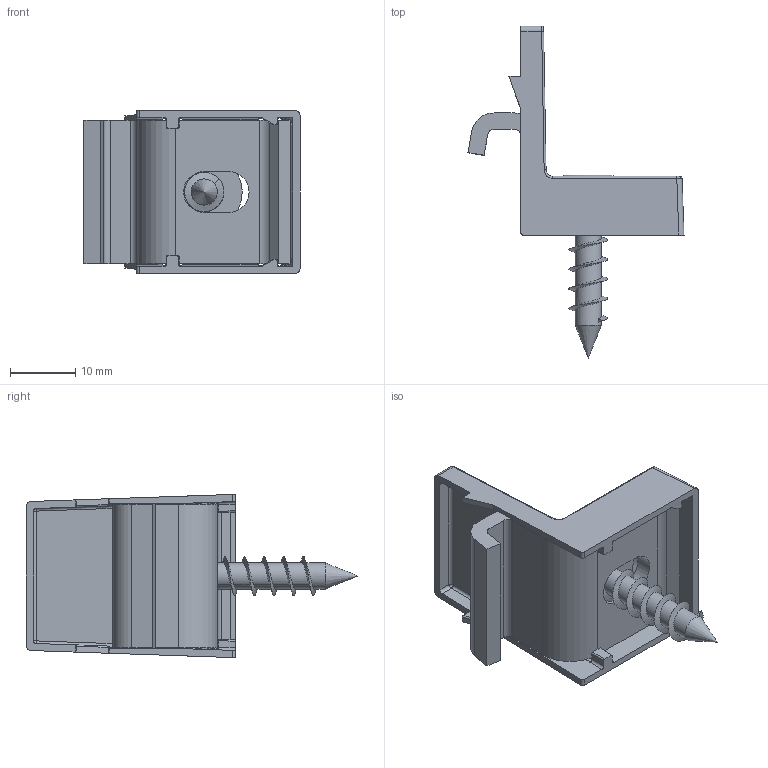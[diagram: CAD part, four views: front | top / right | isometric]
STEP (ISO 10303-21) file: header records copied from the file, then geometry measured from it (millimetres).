
FILE_DESCRIPTION(/* description */ ('KriTec Tischplattenbefestigung 8'),/* implementation_level */ '2;1');
FILE_NAME(/* name */ '14270_KriTec_Tischplattenbefestigung_8.stp',/* time_stamp */ '2021-01-20T11:13:01+01:00',/* author */ ('Nell'),/* organization */ (''),/* preprocessor_version */ 'ST-DEVELOPER v17',/* originating_system */ 'Autodesk Inventor 2018',/* authorisation */ '');
FILE_SCHEMA (('AUTOMOTIVE_DESIGN { 1 0 10303 214 3 1 1 }'));
Length unit declared in the file: millimetre
Products named in the file (4): 14270; 14270_2; 14270_1; 14270_3
Assembly tree (3 placements, depth 2):
  14270
    14270_2
    14270_1
    14270_3
Bounding box: 33.07 x 50.8 x 25 mm (x, y, z)
Volume: 4848.4 mm3; surface area: 6777.9 mm2
Topology: 3 solids, 3 shells, 361 faces, 965 edges, 591 vertices
Faces by surface type: cylinder 151, plane 114, bspline 50, torus 37, cone 5, sphere 4
Full cylindrical faces by diameter (mm): 4 x6, 11.6 x1
Entity records: 13787 total; most frequent: CARTESIAN_POINT 4806, ORIENTED_EDGE 1904, DIRECTION 1883, EDGE_CURVE 952, AXIS2_PLACEMENT_3D 708, VERTEX_POINT 591, LINE 467, VECTOR 467
